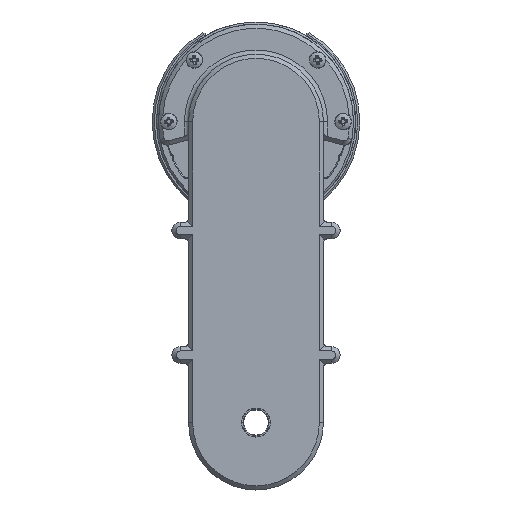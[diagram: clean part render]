
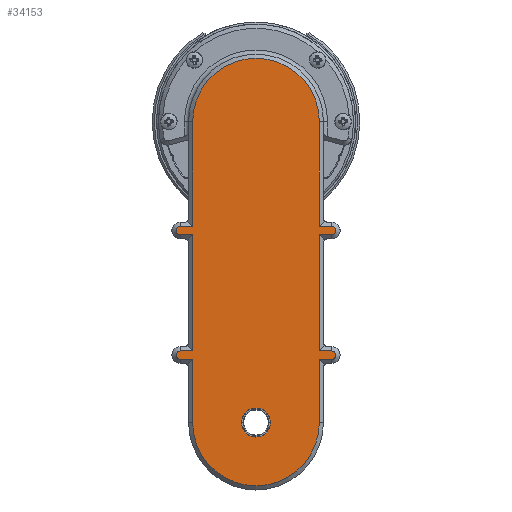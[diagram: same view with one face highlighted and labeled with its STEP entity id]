
A CAD part, left-side view. The second image highlights one B-rep face of the part: STEP entity #34153.
In plain terms, the highlighted planar face has unit normal (-1, 0, 0).
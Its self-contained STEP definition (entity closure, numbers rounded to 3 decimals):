
#527=FACE_BOUND('',#5585,.T.);
#2821=PLANE('',#36613);
#3727=FACE_OUTER_BOUND('',#5584,.T.);
#5584=EDGE_LOOP('',(#25059,#25060,#25061,#25062,#25063,#25064,#25065,#25066,
#25067,#25068,#25069,#25070,#25071,#25072,#25073,#25074,#25075,#25076,#25077,
#25078));
#5585=EDGE_LOOP('',(#25079,#25080));
#7899=LINE('',#54052,#10037);
#7900=LINE('',#54056,#10038);
#7901=LINE('',#54058,#10039);
#7902=LINE('',#54060,#10040);
#7903=LINE('',#54064,#10041);
#7904=LINE('',#54066,#10042);
#7905=LINE('',#54070,#10043);
#7906=LINE('',#54072,#10044);
#7907=LINE('',#54076,#10045);
#7908=LINE('',#54078,#10046);
#7909=LINE('',#54080,#10047);
#7910=LINE('',#54084,#10048);
#7911=LINE('',#54086,#10049);
#7912=LINE('',#54089,#10050);
#10037=VECTOR('',#42608,10.);
#10038=VECTOR('',#42611,10.);
#10039=VECTOR('',#42612,10.);
#10040=VECTOR('',#42613,10.);
#10041=VECTOR('',#42616,10.);
#10042=VECTOR('',#42617,10.);
#10043=VECTOR('',#42620,10.);
#10044=VECTOR('',#42621,10.);
#10045=VECTOR('',#42624,10.);
#10046=VECTOR('',#42625,10.);
#10047=VECTOR('',#42626,10.);
#10048=VECTOR('',#42629,10.);
#10049=VECTOR('',#42630,10.);
#10050=VECTOR('',#42633,10.);
#12032=CIRCLE('',#36609,7.);
#12033=CIRCLE('',#36610,7.);
#12036=CIRCLE('',#36614,2.);
#12037=CIRCLE('',#36615,2.);
#12038=CIRCLE('',#36616,30.5);
#12039=CIRCLE('',#36617,2.);
#12040=CIRCLE('',#36618,2.);
#12041=CIRCLE('',#36619,30.5);
#14969=VERTEX_POINT('',#54040);
#14970=VERTEX_POINT('',#54041);
#14973=VERTEX_POINT('',#54050);
#14974=VERTEX_POINT('',#54051);
#14975=VERTEX_POINT('',#54053);
#14976=VERTEX_POINT('',#54055);
#14977=VERTEX_POINT('',#54057);
#14978=VERTEX_POINT('',#54059);
#14979=VERTEX_POINT('',#54061);
#14980=VERTEX_POINT('',#54063);
#14981=VERTEX_POINT('',#54065);
#14982=VERTEX_POINT('',#54067);
#14983=VERTEX_POINT('',#54069);
#14984=VERTEX_POINT('',#54071);
#14985=VERTEX_POINT('',#54073);
#14986=VERTEX_POINT('',#54075);
#14987=VERTEX_POINT('',#54077);
#14988=VERTEX_POINT('',#54079);
#14989=VERTEX_POINT('',#54081);
#14990=VERTEX_POINT('',#54083);
#14991=VERTEX_POINT('',#54085);
#14992=VERTEX_POINT('',#54087);
#18863=EDGE_CURVE('',#14969,#14970,#12032,.T.);
#18864=EDGE_CURVE('',#14970,#14969,#12033,.T.);
#18868=EDGE_CURVE('',#14973,#14974,#7899,.T.);
#18869=EDGE_CURVE('',#14975,#14973,#12036,.T.);
#18870=EDGE_CURVE('',#14976,#14975,#7900,.T.);
#18871=EDGE_CURVE('',#14977,#14976,#7901,.T.);
#18872=EDGE_CURVE('',#14978,#14977,#7902,.T.);
#18873=EDGE_CURVE('',#14979,#14978,#12037,.T.);
#18874=EDGE_CURVE('',#14980,#14979,#7903,.T.);
#18875=EDGE_CURVE('',#14981,#14980,#7904,.T.);
#18876=EDGE_CURVE('',#14982,#14981,#12038,.T.);
#18877=EDGE_CURVE('',#14983,#14982,#7905,.T.);
#18878=EDGE_CURVE('',#14984,#14983,#7906,.T.);
#18879=EDGE_CURVE('',#14985,#14984,#12039,.T.);
#18880=EDGE_CURVE('',#14986,#14985,#7907,.T.);
#18881=EDGE_CURVE('',#14987,#14986,#7908,.T.);
#18882=EDGE_CURVE('',#14988,#14987,#7909,.T.);
#18883=EDGE_CURVE('',#14989,#14988,#12040,.T.);
#18884=EDGE_CURVE('',#14990,#14989,#7910,.T.);
#18885=EDGE_CURVE('',#14991,#14990,#7911,.T.);
#18886=EDGE_CURVE('',#14992,#14991,#12041,.T.);
#18887=EDGE_CURVE('',#14974,#14992,#7912,.T.);
#25059=ORIENTED_EDGE('',*,*,#18868,.F.);
#25060=ORIENTED_EDGE('',*,*,#18869,.F.);
#25061=ORIENTED_EDGE('',*,*,#18870,.F.);
#25062=ORIENTED_EDGE('',*,*,#18871,.F.);
#25063=ORIENTED_EDGE('',*,*,#18872,.F.);
#25064=ORIENTED_EDGE('',*,*,#18873,.F.);
#25065=ORIENTED_EDGE('',*,*,#18874,.F.);
#25066=ORIENTED_EDGE('',*,*,#18875,.F.);
#25067=ORIENTED_EDGE('',*,*,#18876,.F.);
#25068=ORIENTED_EDGE('',*,*,#18877,.F.);
#25069=ORIENTED_EDGE('',*,*,#18878,.F.);
#25070=ORIENTED_EDGE('',*,*,#18879,.F.);
#25071=ORIENTED_EDGE('',*,*,#18880,.F.);
#25072=ORIENTED_EDGE('',*,*,#18881,.F.);
#25073=ORIENTED_EDGE('',*,*,#18882,.F.);
#25074=ORIENTED_EDGE('',*,*,#18883,.F.);
#25075=ORIENTED_EDGE('',*,*,#18884,.F.);
#25076=ORIENTED_EDGE('',*,*,#18885,.F.);
#25077=ORIENTED_EDGE('',*,*,#18886,.F.);
#25078=ORIENTED_EDGE('',*,*,#18887,.F.);
#25079=ORIENTED_EDGE('',*,*,#18863,.T.);
#25080=ORIENTED_EDGE('',*,*,#18864,.T.);
#34153=ADVANCED_FACE('',(#3727,#527),#2821,.T.);
#36609=AXIS2_PLACEMENT_3D('',#54042,#42597,#42598);
#36610=AXIS2_PLACEMENT_3D('',#54043,#42599,#42600);
#36613=AXIS2_PLACEMENT_3D('',#54049,#42606,#42607);
#36614=AXIS2_PLACEMENT_3D('',#54054,#42609,#42610);
#36615=AXIS2_PLACEMENT_3D('',#54062,#42614,#42615);
#36616=AXIS2_PLACEMENT_3D('',#54068,#42618,#42619);
#36617=AXIS2_PLACEMENT_3D('',#54074,#42622,#42623);
#36618=AXIS2_PLACEMENT_3D('',#54082,#42627,#42628);
#36619=AXIS2_PLACEMENT_3D('',#54088,#42631,#42632);
#42597=DIRECTION('center_axis',(1.,0.,
0.));
#42598=DIRECTION('ref_axis',(0.,-1.,0.));
#42599=DIRECTION('center_axis',(1.,0.,
0.));
#42600=DIRECTION('ref_axis',(0.,-1.,0.));
#42606=DIRECTION('center_axis',(-1.,0.,
0.));
#42607=DIRECTION('ref_axis',(0.,-1.,0.));
#42608=DIRECTION('',(0.,-1.,0.));
#42609=DIRECTION('center_axis',(1.,0.,
0.));
#42610=DIRECTION('ref_axis',(0.,0.,-1.));
#42611=DIRECTION('',(0.,1.,0.));
#42612=DIRECTION('',(0.,0.,1.));
#42613=DIRECTION('',(0.,-1.,0.));
#42614=DIRECTION('center_axis',(1.,0.,
0.));
#42615=DIRECTION('ref_axis',(0.,0.,-1.));
#42616=DIRECTION('',(0.,1.,0.));
#42617=DIRECTION('',(0.,0.,1.));
#42618=DIRECTION('center_axis',(1.,0.,
0.));
#42619=DIRECTION('ref_axis',(0.,-1.,0.));
#42620=DIRECTION('',(0.,0.,-1.));
#42621=DIRECTION('',(0.,1.,0.));
#42622=DIRECTION('center_axis',(1.,0.,
0.));
#42623=DIRECTION('ref_axis',(0.,0.,
1.));
#42624=DIRECTION('',(0.,-1.,0.));
#42625=DIRECTION('',(0.,0.,-1.));
#42626=DIRECTION('',(0.,1.,0.));
#42627=DIRECTION('center_axis',(1.,0.,
0.));
#42628=DIRECTION('ref_axis',(0.,0.,
1.));
#42629=DIRECTION('',(0.,-1.,0.));
#42630=DIRECTION('',(0.,0.,-1.));
#42631=DIRECTION('center_axis',(1.,0.,
0.));
#42632=DIRECTION('ref_axis',(0.,1.,0.));
#42633=DIRECTION('',(0.,0.,1.));
#54040=CARTESIAN_POINT('',(-41.323,-135.999,274.999));
#54041=CARTESIAN_POINT('',(-41.323,-121.999,274.999));
#54042=CARTESIAN_POINT('Origin',(-41.323,-128.999,274.999));
#54043=CARTESIAN_POINT('Origin',(-41.323,-128.999,274.999));
#54049=CARTESIAN_POINT('Origin',(-41.324,-129.,363.749));
#54050=CARTESIAN_POINT('',(-41.324,-92.5,369.5));
#54051=CARTESIAN_POINT('',(-41.324,-98.5,369.5));
#54052=CARTESIAN_POINT('',(-41.324,-110.75,369.499));
#54053=CARTESIAN_POINT('',(-41.324,-92.5,365.5));
#54054=CARTESIAN_POINT('Origin',(-41.324,-92.5,367.5));
#54055=CARTESIAN_POINT('',(-41.324,-98.5,365.5));
#54056=CARTESIAN_POINT('',(-41.324,-112.75,365.499));
#54057=CARTESIAN_POINT('',(-41.323,-98.499,309.5));
#54058=CARTESIAN_POINT('',(-41.324,-98.5,391.875));
#54059=CARTESIAN_POINT('',(-41.323,-92.499,309.5));
#54060=CARTESIAN_POINT('',(-41.323,-110.749,309.499));
#54061=CARTESIAN_POINT('',(-41.323,-92.499,305.5));
#54062=CARTESIAN_POINT('Origin',(-41.323,-92.499,307.5));
#54063=CARTESIAN_POINT('',(-41.323,-98.499,305.5));
#54064=CARTESIAN_POINT('',(-41.323,-112.749,305.499));
#54065=CARTESIAN_POINT('',(-41.323,-98.499,275.));
#54066=CARTESIAN_POINT('',(-41.324,-98.5,391.875));
#54067=CARTESIAN_POINT('',(-41.323,-159.499,274.999));
#54068=CARTESIAN_POINT('Origin',(-41.323,-128.999,274.999));
#54069=CARTESIAN_POINT('',(-41.323,-159.499,305.499));
#54070=CARTESIAN_POINT('',(-41.323,-159.499,319.374));
#54071=CARTESIAN_POINT('',(-41.323,-165.499,305.499));
#54072=CARTESIAN_POINT('',(-41.323,-147.249,305.499));
#54073=CARTESIAN_POINT('',(-41.323,-165.499,309.499));
#54074=CARTESIAN_POINT('Origin',(-41.323,-165.499,307.499));
#54075=CARTESIAN_POINT('',(-41.323,-159.499,309.499));
#54076=CARTESIAN_POINT('',(-41.323,-145.249,309.499));
#54077=CARTESIAN_POINT('',(-41.324,-159.5,365.499));
#54078=CARTESIAN_POINT('',(-41.323,-159.499,319.374));
#54079=CARTESIAN_POINT('',(-41.324,-165.5,365.499));
#54080=CARTESIAN_POINT('',(-41.324,-147.25,365.499));
#54081=CARTESIAN_POINT('',(-41.324,-165.5,369.499));
#54082=CARTESIAN_POINT('Origin',(-41.324,-165.5,367.499));
#54083=CARTESIAN_POINT('',(-41.324,-159.5,369.499));
#54084=CARTESIAN_POINT('',(-41.324,-145.25,369.499));
#54085=CARTESIAN_POINT('',(-41.324,-159.5,419.999));
#54086=CARTESIAN_POINT('',(-41.323,-159.499,319.374));
#54087=CARTESIAN_POINT('',(-41.324,-98.5,420.));
#54088=CARTESIAN_POINT('Origin',(-41.324,-129.,419.999));
#54089=CARTESIAN_POINT('',(-41.324,-98.5,391.875));
